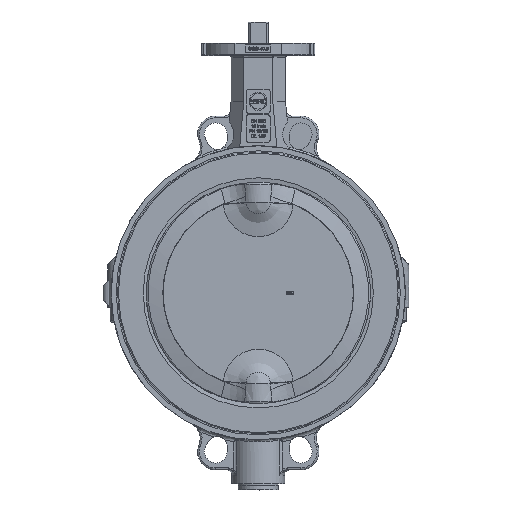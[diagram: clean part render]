
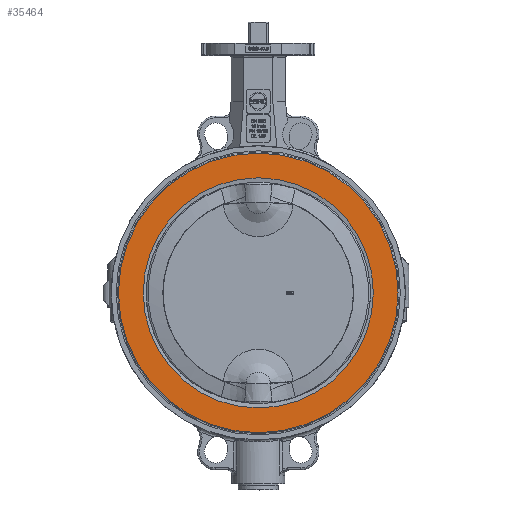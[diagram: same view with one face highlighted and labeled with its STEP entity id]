
A CAD part, top view. The second image highlights one B-rep face of the part: STEP entity #35464.
In plain terms, the highlighted planar face has unit normal (0, 0, 1).
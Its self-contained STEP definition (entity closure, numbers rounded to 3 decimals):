
#34942=CARTESIAN_POINT('',(-126.75,2.5,34.));
#34943=VERTEX_POINT('',#34942);
#34944=CARTESIAN_POINT('',(0.,2.5,34.));
#34945=DIRECTION('',(0.0,0.0,-1.0));
#34946=DIRECTION('',(-1.0,0.0,0.0));
#34947=AXIS2_PLACEMENT_3D('',#34944,#34945,#34946);
#34948=CIRCLE('',#34947,126.75);
#34949=EDGE_CURVE('',#34943,#34943,#34948,.T.);
#35445=CARTESIAN_POINT('',(-140.875,2.5,34.));
#35446=DIRECTION('',(0.0,0.0,1.0));
#35447=DIRECTION('',(0.0,-1.0,0.0));
#35448=AXIS2_PLACEMENT_3D('',#35445,#35446,#35447);
#35449=PLANE('',#35448);
#35450=CARTESIAN_POINT('',(-154.,2.5,34.));
#35451=VERTEX_POINT('',#35450);
#35452=CARTESIAN_POINT('',(0.,2.5,34.));
#35453=DIRECTION('',(0.0,0.0,-1.0));
#35454=DIRECTION('',(1.0,0.0,0.0));
#35455=AXIS2_PLACEMENT_3D('',#35452,#35453,#35454);
#35456=CIRCLE('',#35455,154.);
#35457=EDGE_CURVE('',#35451,#35451,#35456,.T.);
#35458=ORIENTED_EDGE('',*,*,#35457,.F.);
#35459=EDGE_LOOP('',(#35458));
#35460=FACE_OUTER_BOUND('',#35459,.T.);
#35461=ORIENTED_EDGE('',*,*,#34949,.T.);
#35462=EDGE_LOOP('',(#35461));
#35463=FACE_BOUND('',#35462,.T.);
#35464=ADVANCED_FACE('',(#35460,#35463),#35449,.T.);
